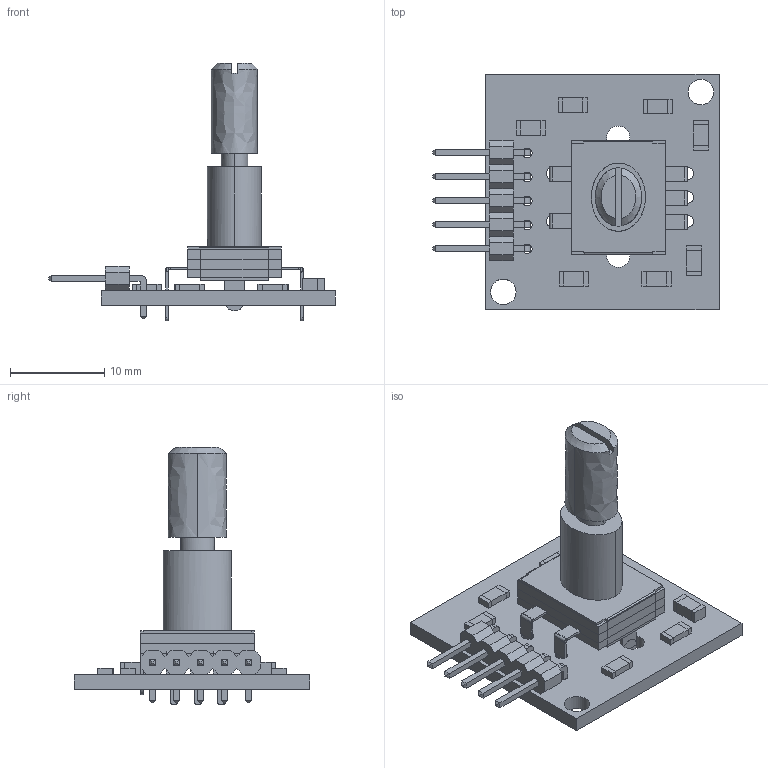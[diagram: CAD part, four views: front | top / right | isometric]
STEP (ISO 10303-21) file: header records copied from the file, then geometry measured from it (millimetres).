
FILE_DESCRIPTION(/* description */ (''),/* implementation_level */ '2;1');
FILE_NAME(/* name */ 'encoder-switch-type1-smd v3.step',/* time_stamp */ '2018-10-12T12:19:57+02:00',/* author */ ('M?t? Horv?th'),/* organization */ (''),/* preprocessor_version */ 'ST-DEVELOPER v17.2',/* originating_system */ 'Autodesk Translation Framework v7.6.0.251',/* authorisation */ '');
FILE_SCHEMA (('AUTOMOTIVE_DESIGN { 1 0 10303 214 3 1 1 }'));
Length unit declared in the file: millimetre
Products named in the file (41): encoder-switch-type1-smd; PCB Component; Board; 1X05/90; 82K; ENCODER_SWITCH; Rotary_Encoder; 1; 2; 3; 4; 5; 6; 7; 8; 9; 10; 11; 12; 13; 14; 15; 16; 17; 18; 19; 20; 21; 22; 23; 24; 25; 26; 27; 28; 29; 30; 31; 32; 33 ...
Assembly tree (45 placements, depth 5):
  encoder-switch-type1-smd
    PCB Component
      Board
      10nF  x2
      1X05/90
      82K  x5
      ENCODER_SWITCH
        Rotary_Encoder
          1
          2
          3
          4
          5
          6
          7
          8
          9
          10
          11
          12
          13
          14
          15
          16
          17
          18
          19
          20
          21
          22
          23
          24
          25
          26
          27
          28
          29
          30
          31
          32
          33
Bounding box: 30.36 x 25.02 x 27.32 mm (x, y, z)
Volume: 1988 mm3; surface area: 3732.6 mm2
Topology: 42 solids, 42 shells, 483 faces, 1127 edges, 738 vertices
Faces by surface type: plane 425, bspline 34, cylinder 24
Full cylindrical faces by diameter (mm): 1.016 x5, 1.27 x5, 2.438 x2, 2.7 x2
Entity records: 14031 total; most frequent: CARTESIAN_POINT 3404, ORIENTED_EDGE 1894, DIRECTION 1883, EDGE_CURVE 947, LINE 825, VECTOR 825, VERTEX_POINT 618, AXIS2_PLACEMENT_3D 529
